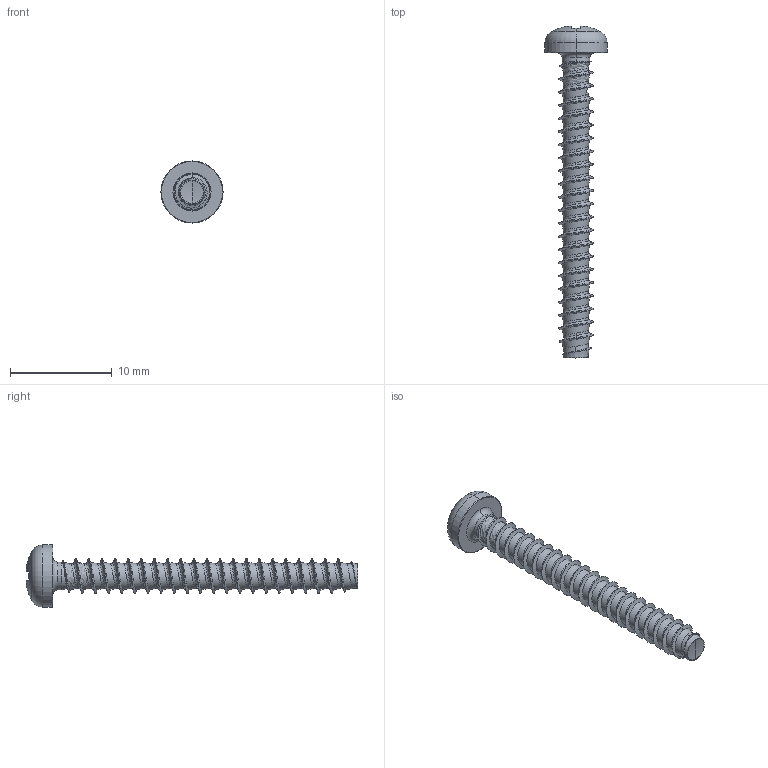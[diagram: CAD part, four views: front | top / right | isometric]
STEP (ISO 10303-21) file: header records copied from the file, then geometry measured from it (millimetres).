
FILE_DESCRIPTION (( 'STEP AP203' ), '1' );
FILE_NAME ('STP220350300.STEP', '2017-08-15T02:58:38', ( '' ), ( '' ), 'SwSTEP 2.0', 'SolidWorks 2015', '' );
FILE_SCHEMA (( 'CONFIG_CONTROL_DESIGN' ));
Length unit declared in the file: millimetre
Products named in the file (1): STP220350300
Bounding box: 6.1 x 32.63 x 6.1 mm (x, y, z)
Volume: 223.4 mm3; surface area: 487.4 mm2
Topology: 1 solids, 1 shells, 220 faces, 545 edges, 327 vertices
Faces by surface type: cylinder 71, bspline 55, torus 36, plane 30, sphere 20, cone 8
Entity records: 36585 total; most frequent: CARTESIAN_POINT 31940, ORIENTED_EDGE 1086, DIRECTION 825, EDGE_CURVE 543, AXIS2_PLACEMENT_3D 355, VERTEX_POINT 327, EDGE_LOOP 222, FACE_OUTER_BOUND 220
